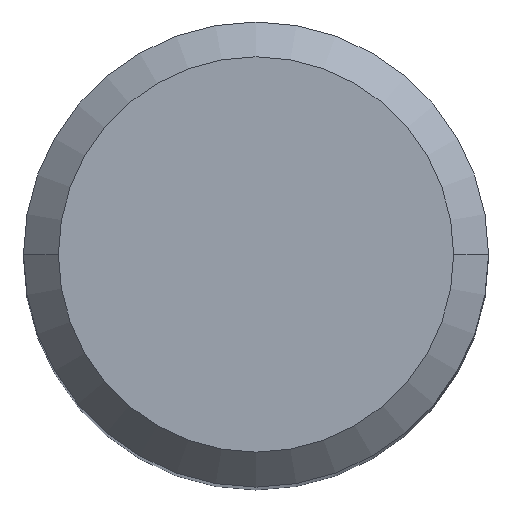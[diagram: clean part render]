
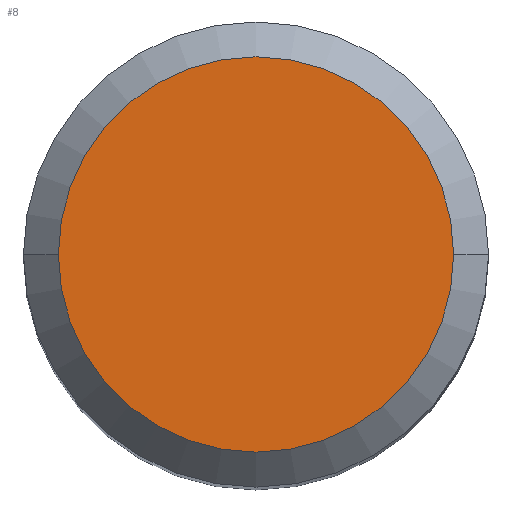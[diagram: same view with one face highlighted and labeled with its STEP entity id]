
A CAD part, top view. The second image highlights one B-rep face of the part: STEP entity #8.
In plain terms, the highlighted planar face has unit normal (0, 0, 1).
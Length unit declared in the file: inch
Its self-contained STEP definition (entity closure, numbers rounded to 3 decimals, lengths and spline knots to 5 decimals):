
#4 = CIRCLE ( 'NONE', #113, 0.23426 ) ;
#8 = ADVANCED_FACE ( 'NONE', ( #269 ), #318, .F. ) ;
#26 = CARTESIAN_POINT ( 'NONE',  ( 0., 0., 0. ) ) ;
#36 = CARTESIAN_POINT ( 'NONE',  ( 0., 0., 0. ) ) ;
#39 = VERTEX_POINT ( 'NONE', #462 ) ;
#46 = EDGE_LOOP ( 'NONE', ( #452, #74 ) ) ;
#51 = CARTESIAN_POINT ( 'NONE',  ( 0.23426, 0., 0. ) ) ;
#55 = AXIS2_PLACEMENT_3D ( 'NONE', #359, #361, #248 ) ;
#74 = ORIENTED_EDGE ( 'NONE', *, *, #334, .T. ) ;
#82 = VERTEX_POINT ( 'NONE', #51 ) ;
#113 = AXIS2_PLACEMENT_3D ( 'NONE', #36, #390, #206 ) ;
#127 = DIRECTION ( 'NONE',  ( 0., 0., -1. ) ) ;
#206 = DIRECTION ( 'NONE',  ( 1., 0., 0. ) ) ;
#248 = DIRECTION ( 'NONE',  ( 1., 0., 0. ) ) ;
#260 = CIRCLE ( 'NONE', #55, 0.23426 ) ;
#269 = FACE_OUTER_BOUND ( 'NONE', #46, .T. ) ;
#282 = EDGE_CURVE ( 'NONE', #39, #82, #4, .T. ) ;
#318 = PLANE ( 'NONE',  #407 ) ;
#334 = EDGE_CURVE ( 'NONE', #82, #39, #260, .T. ) ;
#359 = CARTESIAN_POINT ( 'NONE',  ( 0., 0., 0. ) ) ;
#361 = DIRECTION ( 'NONE',  ( 0., 0., 1. ) ) ;
#390 = DIRECTION ( 'NONE',  ( 0., 0., 1. ) ) ;
#407 = AXIS2_PLACEMENT_3D ( 'NONE', #26, #127, #411 ) ;
#411 = DIRECTION ( 'NONE',  ( -1., 0., 0. ) ) ;
#452 = ORIENTED_EDGE ( 'NONE', *, *, #282, .T. ) ;
#462 = CARTESIAN_POINT ( 'NONE',  ( -0.23426, 0., 0. ) ) ;
